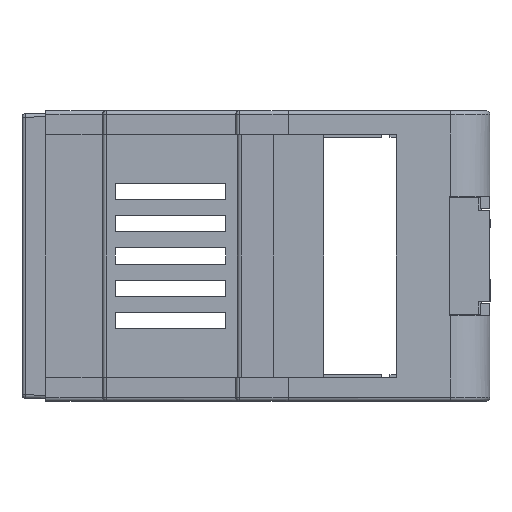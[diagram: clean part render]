
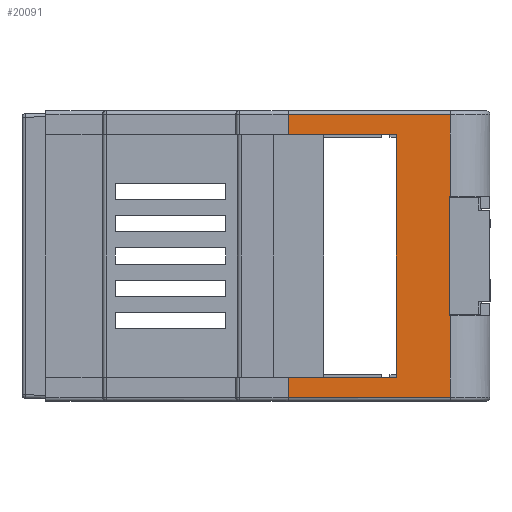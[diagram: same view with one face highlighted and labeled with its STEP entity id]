
A CAD part, left-side view. The second image highlights one B-rep face of the part: STEP entity #20091.
In plain terms, the highlighted face is planar.
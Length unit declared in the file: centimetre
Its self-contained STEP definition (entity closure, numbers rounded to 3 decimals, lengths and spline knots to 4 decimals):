
#313 = LINE ( 'NONE', #6120, #24919 ) ;
#814 = CARTESIAN_POINT ( 'NONE',  ( -4.498, 1.75, 2.63 ) ) ;
#868 = CARTESIAN_POINT ( 'NONE',  ( -4.4957, 1.75, 2.5 ) ) ;
#1031 = LINE ( 'NONE', #18050, #15660 ) ;
#1070 = ORIENTED_EDGE ( 'NONE', *, *, #9753, .T. ) ;
#1397 = CARTESIAN_POINT ( 'NONE',  ( -4.4957, 18.2, 2.5 ) ) ;
#1763 = EDGE_CURVE ( 'NONE', #27425, #24078, #25097, .T. ) ;
#1767 = EDGE_CURVE ( 'NONE', #2203, #26248, #6631, .T. ) ;
#1888 = CARTESIAN_POINT ( 'NONE',  ( -4.4607, 0.735, 0.4913 ) ) ;
#2096 = CARTESIAN_POINT ( 'NONE',  ( -4.4607, 18.2, 0.4913 ) ) ;
#2203 = VERTEX_POINT ( 'NONE', #19476 ) ;
#3071 = EDGE_CURVE ( 'NONE', #3575, #27425, #18476, .T. ) ;
#3139 = ORIENTED_EDGE ( 'NONE', *, *, #11667, .T. ) ;
#3244 = EDGE_CURVE ( 'NONE', #8953, #13442, #313, .T. ) ;
#3575 = VERTEX_POINT ( 'NONE', #7283 ) ;
#3608 = LINE ( 'NONE', #6158, #21684 ) ;
#3755 = PLANE ( 'NONE',  #17962 ) ;
#3857 = CARTESIAN_POINT ( 'NONE',  ( -4.4607, 1.75, 0.4913 ) ) ;
#4625 = CARTESIAN_POINT ( 'NONE',  ( -4.4608, -0.735, 0.5 ) ) ;
#4753 = DIRECTION ( 'NONE',  ( 0., -1., 0. ) ) ;
#4837 = VERTEX_POINT ( 'NONE', #3857 ) ;
#5007 = DIRECTION ( 'NONE',  ( 0., -1., 0. ) ) ;
#5432 = EDGE_CURVE ( 'NONE', #13869, #15564, #16366, .T. ) ;
#5672 = ORIENTED_EDGE ( 'NONE', *, *, #21203, .F. ) ;
#5778 = ORIENTED_EDGE ( 'NONE', *, *, #3071, .T. ) ;
#6120 = CARTESIAN_POINT ( 'NONE',  ( -4.4957, 18.2, 2.5 ) ) ;
#6158 = CARTESIAN_POINT ( 'NONE',  ( -4.498, 1.5, 2.63 ) ) ;
#6631 = LINE ( 'NONE', #8722, #26101 ) ;
#7042 = CARTESIAN_POINT ( 'NONE',  ( -4.4723, -1.5, 1.16 ) ) ;
#7192 = LINE ( 'NONE', #15972, #9893 ) ;
#7283 = CARTESIAN_POINT ( 'NONE',  ( -4.4957, -1.5, 2.5 ) ) ;
#7514 = LINE ( 'NONE', #814, #17017 ) ;
#7574 = LINE ( 'NONE', #2096, #20889 ) ;
#7656 = VECTOR ( 'NONE', #21696, 100. ) ;
#8185 = EDGE_CURVE ( 'NONE', #24078, #8953, #3608, .T. ) ;
#8563 = ORIENTED_EDGE ( 'NONE', *, *, #1763, .T. ) ;
#8722 = CARTESIAN_POINT ( 'NONE',  ( -4.498, 0.735, 2.63 ) ) ;
#8953 = VERTEX_POINT ( 'NONE', #15976 ) ;
#9399 = DIRECTION ( 'NONE',  ( 0.017, 0., -1. ) ) ;
#9753 = EDGE_CURVE ( 'NONE', #23779, #13869, #7574, .T. ) ;
#9893 = VECTOR ( 'NONE', #14074, 100. ) ;
#11119 = CARTESIAN_POINT ( 'NONE',  ( -4.4723, 18.2, 1.16 ) ) ;
#11220 = EDGE_CURVE ( 'NONE', #22612, #2203, #7192, .T. ) ;
#11490 = ORIENTED_EDGE ( 'NONE', *, *, #8185, .T. ) ;
#11667 = EDGE_CURVE ( 'NONE', #13442, #4837, #7514, .T. ) ;
#11718 = CARTESIAN_POINT ( 'NONE',  ( -4.498, -0.735, 2.63 ) ) ;
#11814 = VECTOR ( 'NONE', #18093, 100. ) ;
#12100 = ORIENTED_EDGE ( 'NONE', *, *, #1767, .F. ) ;
#12125 = LINE ( 'NONE', #11718, #14160 ) ;
#12501 = DIRECTION ( 'NONE',  ( 0., 1., 0. ) ) ;
#12589 = DIRECTION ( 'NONE',  ( 1., 0., 0.017 ) ) ;
#12949 = VECTOR ( 'NONE', #13134, 100. ) ;
#13134 = DIRECTION ( 'NONE',  ( -0.017, 0., 1. ) ) ;
#13442 = VERTEX_POINT ( 'NONE', #868 ) ;
#13822 = EDGE_CURVE ( 'NONE', #23779, #22612, #12125, .T. ) ;
#13869 = VERTEX_POINT ( 'NONE', #20467 ) ;
#14074 = DIRECTION ( 'NONE',  ( 0., 1., 0. ) ) ;
#14160 = VECTOR ( 'NONE', #20383, 100. ) ;
#15354 = CARTESIAN_POINT ( 'NONE',  ( -4.4723, 1.5, 1.16 ) ) ;
#15564 = VERTEX_POINT ( 'NONE', #21547 ) ;
#15631 = LINE ( 'NONE', #1397, #27978 ) ;
#15660 = VECTOR ( 'NONE', #5007, 100. ) ;
#15972 = CARTESIAN_POINT ( 'NONE',  ( -4.4608, 18.2, 0.5 ) ) ;
#15976 = CARTESIAN_POINT ( 'NONE',  ( -4.4957, 1.5, 2.5 ) ) ;
#16366 = LINE ( 'NONE', #19828, #12949 ) ;
#16773 = EDGE_CURVE ( 'NONE', #4837, #26248, #1031, .T. ) ;
#17017 = VECTOR ( 'NONE', #9399, 100. ) ;
#17962 = AXIS2_PLACEMENT_3D ( 'NONE', #25619, #12589, #23793 ) ;
#18050 = CARTESIAN_POINT ( 'NONE',  ( -4.4607, 18.2, 0.4913 ) ) ;
#18093 = DIRECTION ( 'NONE',  ( 0.017, 0., -1. ) ) ;
#18269 = CARTESIAN_POINT ( 'NONE',  ( -4.4607, -0.735, 0.4913 ) ) ;
#18476 = LINE ( 'NONE', #24728, #11814 ) ;
#18586 = FACE_OUTER_BOUND ( 'NONE', #27946, .T. ) ;
#19112 = ORIENTED_EDGE ( 'NONE', *, *, #16773, .T. ) ;
#19476 = CARTESIAN_POINT ( 'NONE',  ( -4.4608, 0.735, 0.5 ) ) ;
#19699 = DIRECTION ( 'NONE',  ( -0.017, 0., 1. ) ) ;
#19828 = CARTESIAN_POINT ( 'NONE',  ( -4.498, -1.75, 2.63 ) ) ;
#20091 = ADVANCED_FACE ( 'NONE', ( #18586 ), #3755, .F. ) ;
#20182 = ORIENTED_EDGE ( 'NONE', *, *, #5432, .T. ) ;
#20383 = DIRECTION ( 'NONE',  ( -0.017, 0., 1. ) ) ;
#20467 = CARTESIAN_POINT ( 'NONE',  ( -4.4607, -1.75, 0.4913 ) ) ;
#20889 = VECTOR ( 'NONE', #4753, 100. ) ;
#21203 = EDGE_CURVE ( 'NONE', #3575, #15564, #15631, .T. ) ;
#21393 = ORIENTED_EDGE ( 'NONE', *, *, #11220, .F. ) ;
#21547 = CARTESIAN_POINT ( 'NONE',  ( -4.4957, -1.75, 2.5 ) ) ;
#21684 = VECTOR ( 'NONE', #19699, 100. ) ;
#21696 = DIRECTION ( 'NONE',  ( 0., 1., 0. ) ) ;
#21725 = ORIENTED_EDGE ( 'NONE', *, *, #3244, .T. ) ;
#21883 = DIRECTION ( 'NONE',  ( 0.017, 0., -1. ) ) ;
#22612 = VERTEX_POINT ( 'NONE', #4625 ) ;
#23332 = DIRECTION ( 'NONE',  ( 0., -1., 0. ) ) ;
#23779 = VERTEX_POINT ( 'NONE', #18269 ) ;
#23793 = DIRECTION ( 'NONE',  ( 0.017, 0., -1. ) ) ;
#24078 = VERTEX_POINT ( 'NONE', #15354 ) ;
#24728 = CARTESIAN_POINT ( 'NONE',  ( -4.498, -1.5, 2.63 ) ) ;
#24919 = VECTOR ( 'NONE', #12501, 100. ) ;
#25097 = LINE ( 'NONE', #11119, #7656 ) ;
#25224 = ORIENTED_EDGE ( 'NONE', *, *, #13822, .F. ) ;
#25619 = CARTESIAN_POINT ( 'NONE',  ( -4.498, 18.2, 2.63 ) ) ;
#26101 = VECTOR ( 'NONE', #21883, 100. ) ;
#26248 = VERTEX_POINT ( 'NONE', #1888 ) ;
#27425 = VERTEX_POINT ( 'NONE', #7042 ) ;
#27946 = EDGE_LOOP ( 'NONE', ( #21725, #3139, #19112, #12100, #21393, #25224, #1070, #20182, #5672, #5778, #8563, #11490 ) ) ;
#27978 = VECTOR ( 'NONE', #23332, 100. ) ;
